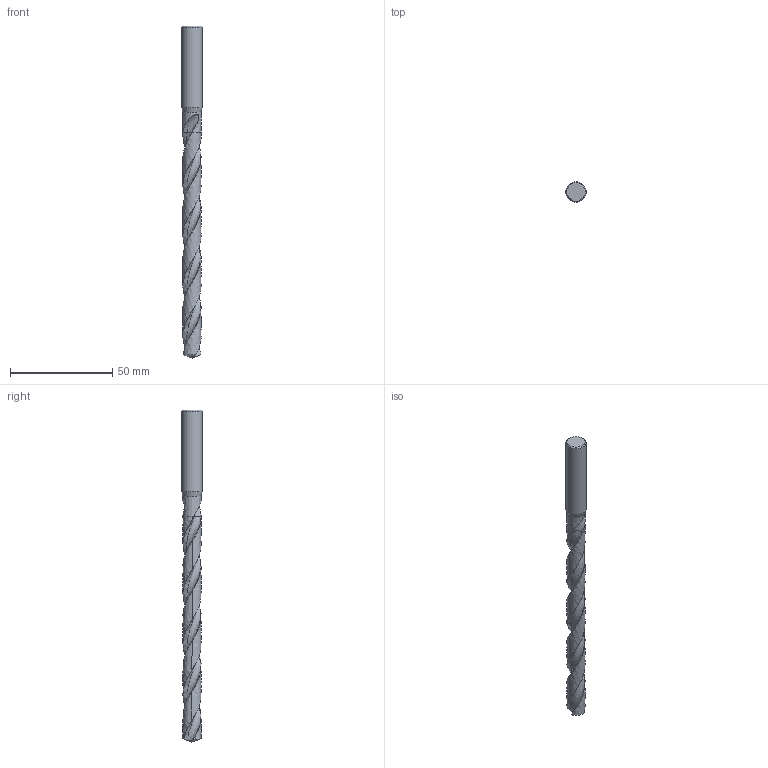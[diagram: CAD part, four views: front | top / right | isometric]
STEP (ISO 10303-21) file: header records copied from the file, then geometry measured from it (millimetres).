
FILE_DESCRIPTION(('STEP'), '1');
FILE_NAME('10915631.stp', '2020-02-27T11:07:20', ('TDM Systems GmbH'), ('TDM Systems GmbH'), 'HarmonyWare STEP v2.1.2-dev Express v3.0.0.0', 'TDM', 'Unknown');
FILE_SCHEMA(('AUTOMOTIVE_DESIGN'));
Length unit declared in the file: millimetre
Products named in the file (1): NONE
Bounding box: 10 x 10 x 162 mm (x, y, z)
Volume: 8166.4 mm3; surface area: 5166.1 mm2
Topology: 2 solids, 2 shells, 33 faces, 89 edges, 66 vertices
Faces by surface type: bspline 28, plane 5
Entity records: 7963 total; most frequent: CARTESIAN_POINT 7249, ORIENTED_EDGE 168, EDGE_CURVE 84, DIRECTION 80, VERTEX_POINT 57, B_SPLINE_CURVE_WITH_KNOTS 44, EDGE_LOOP 35, ADVANCED_FACE 33
